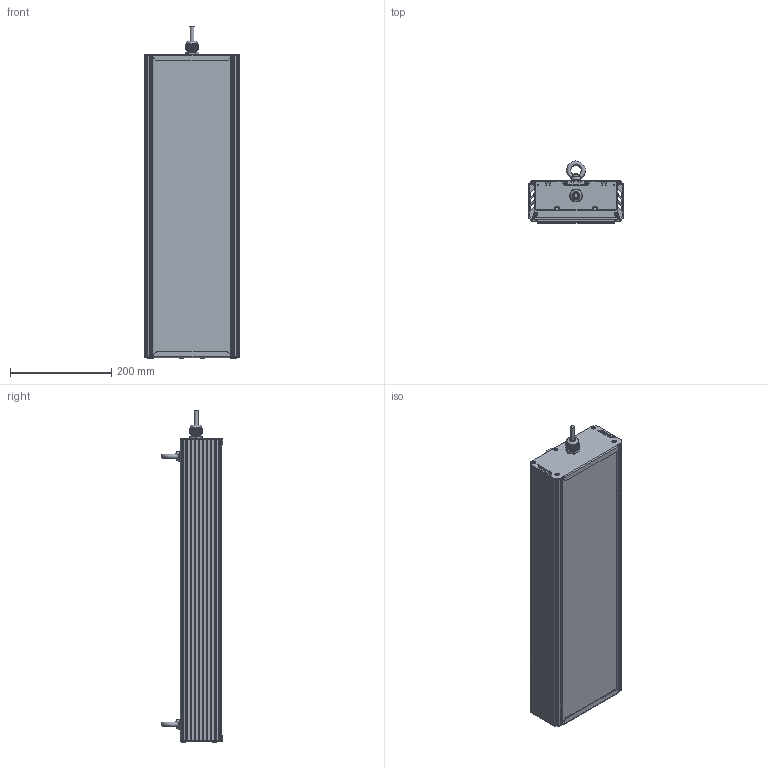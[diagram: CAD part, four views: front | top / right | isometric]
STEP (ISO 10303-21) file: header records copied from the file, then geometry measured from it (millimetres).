
FILE_DESCRIPTION(('STEP AP242'), '1');
FILE_NAME('001.0079.25.000 - ÃÑÏ-Ýêñòðà-120', '2023-10-20T02:50:24', ('Ëóêîíèí'), ('ÎÊÁ Ñâîé Ñòèëü'), 'C3D Converter', 'C3D Toolkit', '');
FILE_SCHEMA(('AP242_MANAGED_MODEL_BASED_3D_ENGINEERING_MIM_LF { 1 0 10303 442 1 1 4 }'));
Length unit declared in the file: millimetre
Products named in the file (25): 001.0079.25.000; 001.0065.02.000
Assembly tree (58 placements, depth 4):
  001.0079.25.000
    (unnamed)
      (unnamed)
      (unnamed)
      (unnamed)
      (unnamed)  x6
      (unnamed)  x6
      (unnamed)
      (unnamed)
      (unnamed)
      (unnamed)
        (unnamed)
      (unnamed)  x12
        (unnamed)
        (unnamed)
        (unnamed)
        (unnamed)
        (unnamed)
        (unnamed)
        (unnamed)
        (unnamed)
        (unnamed)
    001.0065.02.000  x2
      (unnamed)
      (unnamed)
Bounding box: 187.37 x 121.61 x 656.43 mm (x, y, z)
Volume: 1797890.1 mm3; surface area: 1394787.8 mm2
Topology: 408 solids, 408 shells, 4642 faces, 11255 edges, 7551 vertices
Faces by surface type: plane 3168, cylinder 1284, cone 112, bspline 53, torus 13, sphere 12
Full cylindrical faces by diameter (mm): 1 x12, 2 x24, 2.5 x48, 2.8 x300, 3.2 x12, 3.5 x60, 4 x12, 6 x2, 8 x12, 12 x1, 12.5 x1, 16 x1, 18.5 x3, 20 x1, 23.5 x1
Entity records: 82739 total; most frequent: CARTESIAN_POINT 39088, ORIENTED_EDGE 8468, DIRECTION 7622, EDGE_CURVE 4234, VERTEX_POINT 2914, AXIS2_PLACEMENT_3D 2541, LINE 2540, VECTOR 2540
